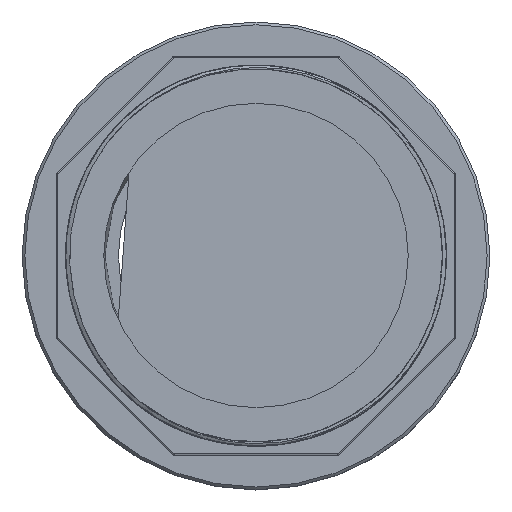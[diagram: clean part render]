
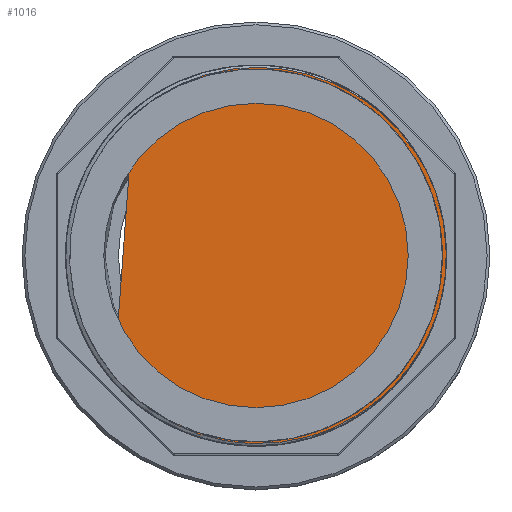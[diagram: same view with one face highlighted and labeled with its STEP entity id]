
A CAD part, top view. The second image highlights one B-rep face of the part: STEP entity #1016.
In plain terms, the highlighted planar face has unit normal (0, 0, 1).
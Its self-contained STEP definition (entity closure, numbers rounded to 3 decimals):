
#247=B_SPLINE_CURVE_WITH_KNOTS('',3,(#13041,#13042,#13043,#13044,#13045,
#13046,#13047,#13048,#13049,#13050,#13051,#13052,#13053,#13054,#13055,#13056),
 .UNSPECIFIED.,.F.,.F.,(4,2,2,2,2,2,2,4),(0.,0.125,0.25,0.375,0.5,
0.75,0.875,1.),.UNSPECIFIED.);
#249=B_SPLINE_CURVE_WITH_KNOTS('',3,(#16149,#16150,#16151,#16152,#16153,
#16154,#16155,#16156,#16157,#16158,#16159,#16160,#16161,#16162),
 .UNSPECIFIED.,.F.,.F.,(4,2,2,2,2,2,4),(0.,0.25,0.375,0.5,0.75,0.875,1.),
 .UNSPECIFIED.);
#843=CIRCLE('',#5850,69.215);
#845=CIRCLE('',#5853,67.736);
#1016=ADVANCED_FACE('',(#1501),#1316,.T.);
#1316=PLANE('',#5939);
#1501=FACE_OUTER_BOUND('',#1820,.T.);
#1820=EDGE_LOOP('',(#2354,#2355,#2356,#2357));
#2354=ORIENTED_EDGE('',*,*,#4372,.F.);
#2355=ORIENTED_EDGE('',*,*,#4368,.T.);
#2356=ORIENTED_EDGE('',*,*,#4374,.F.);
#2357=ORIENTED_EDGE('',*,*,#4364,.T.);
#3815=VERTEX_POINT('',#8337);
#3817=VERTEX_POINT('',#8340);
#3820=VERTEX_POINT('',#11207);
#3821=VERTEX_POINT('',#11209);
#4364=EDGE_CURVE('',#3817,#3815,#843,.T.);
#4368=EDGE_CURVE('',#3821,#3820,#845,.T.);
#4372=EDGE_CURVE('',#3821,#3815,#247,.T.);
#4374=EDGE_CURVE('',#3817,#3820,#249,.T.);
#5850=AXIS2_PLACEMENT_3D('',#8339,#6220,#6221);
#5853=AXIS2_PLACEMENT_3D('',#11208,#6226,#6227);
#5939=AXIS2_PLACEMENT_3D('',#19531,#6422,#6423);
#6220=DIRECTION('',(0.,0.,1.));
#6221=DIRECTION('',(1.,0.,0.));
#6226=DIRECTION('',(0.,0.,-1.));
#6227=DIRECTION('',(1.,0.,0.));
#6422=DIRECTION('',(0.,0.,1.));
#6423=DIRECTION('',(1.,0.,0.));
#8337=CARTESIAN_POINT('',(65.214,515.191,130.5));
#8339=CARTESIAN_POINT('',(0.,492.,130.5));
#8340=CARTESIAN_POINT('',(65.214,468.809,130.5));
#11207=CARTESIAN_POINT('',(-51.59,448.106,130.5));
#11208=CARTESIAN_POINT('',(0.,492.,130.5));
#11209=CARTESIAN_POINT('',(-51.59,535.894,130.5));
#13041=CARTESIAN_POINT('',(-51.59,535.894,130.5));
#13042=CARTESIAN_POINT('',(-47.753,540.5,130.5));
#13043=CARTESIAN_POINT('',(-43.342,544.559,130.5));
#13044=CARTESIAN_POINT('',(-33.524,551.449,130.5));
#13045=CARTESIAN_POINT('',(-28.162,554.236,130.5));
#13046=CARTESIAN_POINT('',(-16.886,558.318,130.5));
#13047=CARTESIAN_POINT('',(-11.1,559.586,130.5));
#13048=CARTESIAN_POINT('',(0.763,560.61,130.5));
#13049=CARTESIAN_POINT('',(6.83,560.339,130.5));
#13050=CARTESIAN_POINT('',(24.53,557.179,130.5));
#13051=CARTESIAN_POINT('',(35.752,551.903,130.5));
#13052=CARTESIAN_POINT('',(49.486,540.328,130.5));
#13053=CARTESIAN_POINT('',(53.557,535.861,130.5));
#13054=CARTESIAN_POINT('',(60.351,526.156,130.5));
#13055=CARTESIAN_POINT('',(63.146,520.826,130.5));
#13056=CARTESIAN_POINT('',(65.214,515.191,130.5));
#16149=CARTESIAN_POINT('',(65.214,468.809,130.5));
#16150=CARTESIAN_POINT('',(61.077,457.539,130.5));
#16151=CARTESIAN_POINT('',(53.952,447.399,130.5));
#16152=CARTESIAN_POINT('',(40.201,435.865,130.5));
#16153=CARTESIAN_POINT('',(35.21,432.68,130.5));
#16154=CARTESIAN_POINT('',(24.425,427.616,130.5));
#16155=CARTESIAN_POINT('',(18.64,425.77,130.5));
#16156=CARTESIAN_POINT('',(0.951,422.609,130.5));
#16157=CARTESIAN_POINT('',(-11.409,423.673,130.5));
#16158=CARTESIAN_POINT('',(-28.279,429.82,130.5));
#16159=CARTESIAN_POINT('',(-33.629,432.62,130.5));
#16160=CARTESIAN_POINT('',(-43.316,439.428,130.5));
#16161=CARTESIAN_POINT('',(-47.76,443.508,130.5));
#16162=CARTESIAN_POINT('',(-51.59,448.106,130.5));
#19531=CARTESIAN_POINT('',(0.,492.,130.5));
